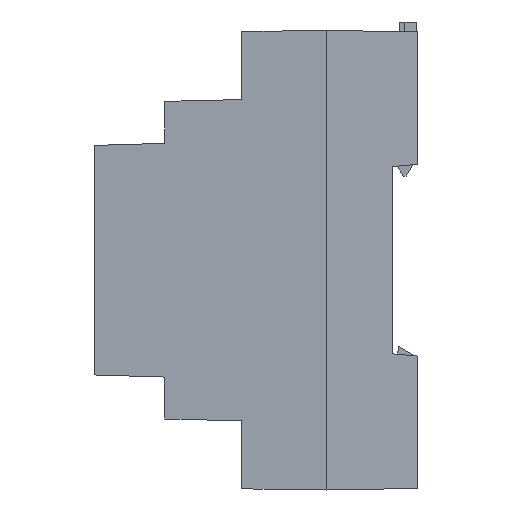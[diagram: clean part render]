
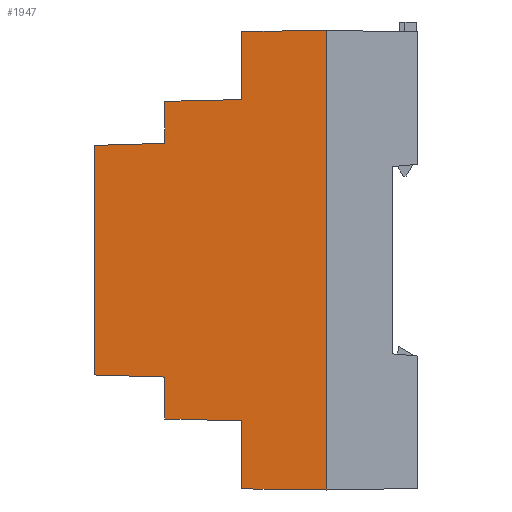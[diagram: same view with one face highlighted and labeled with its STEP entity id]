
A CAD part, left-side view. The second image highlights one B-rep face of the part: STEP entity #1947.
In plain terms, the highlighted free-form (B-spline) face has degree [1, 1] with [2, 2] control points.
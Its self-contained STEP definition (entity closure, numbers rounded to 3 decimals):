
#1947 = ADVANCED_FACE('',(#1948),#1962,.T.);
#1948 = FACE_BOUND('',#1949,.T.);
#1949 = EDGE_LOOP('',(#1950,#1972,#1987,#2002,#2017,#2032,#2047,#2062,
    #2077,#2092,#2107,#2122));
#1950 = ORIENTED_EDGE('',*,*,#1951,.T.);
#1951 = EDGE_CURVE('',#1952,#1954,#1956,.T.);
#1952 = VERTEX_POINT('',#1953);
#1953 = CARTESIAN_POINT('',(-16.892,16.4,-44.125));
#1954 = VERTEX_POINT('',#1955);
#1955 = CARTESIAN_POINT('',(-17.25,0.,-44.35));
#1956 = SURFACE_CURVE('',#1957,(#1961),.PCURVE_S1.);
#1957 = LINE('',#1958,#1959);
#1958 = CARTESIAN_POINT('',(-16.892,16.4,-44.125));
#1959 = VECTOR('',#1960,1.);
#1960 = DIRECTION('',(-0.022,-1.,
    -0.014));
#1961 = PCURVE('',#1962,#1967);
#1962 = B_SPLINE_SURFACE_WITH_KNOTS('',1,1,(
    (#1963,#1964)
    ,(#1965,#1966
    )),.UNSPECIFIED.,.F.,.F.,.F.,(2,2),(2,2),(0.,1.),(0.,1.),
  .PIECEWISE_BEZIER_KNOTS.);
#1963 = CARTESIAN_POINT('',(-16.272,44.8,-44.35));
#1964 = CARTESIAN_POINT('',(-16.272,44.8,44.35));
#1965 = CARTESIAN_POINT('',(-17.25,0.,-44.35));
#1966 = CARTESIAN_POINT('',(-17.25,0.,44.35));
#1967 = DEFINITIONAL_REPRESENTATION('',(#1968),#1971);
#1968 = B_SPLINE_CURVE_WITH_KNOTS('',1,(#1969,#1970),.UNSPECIFIED.,.F.,
  .F.,(2,2),(0.,16.405),.PIECEWISE_BEZIER_KNOTS.);
#1969 = CARTESIAN_POINT('',(0.634,0.003));
#1970 = CARTESIAN_POINT('',(1.,0.));
#1971 = ( GEOMETRIC_REPRESENTATION_CONTEXT(2) 
PARAMETRIC_REPRESENTATION_CONTEXT() REPRESENTATION_CONTEXT('2D SPACE',''
  ) );
#1972 = ORIENTED_EDGE('',*,*,#1973,.T.);
#1973 = EDGE_CURVE('',#1954,#1974,#1976,.T.);
#1974 = VERTEX_POINT('',#1975);
#1975 = CARTESIAN_POINT('',(-17.25,0.,44.35));
#1976 = SURFACE_CURVE('',#1977,(#1981),.PCURVE_S1.);
#1977 = LINE('',#1978,#1979);
#1978 = CARTESIAN_POINT('',(-17.25,0.,-44.35));
#1979 = VECTOR('',#1980,1.);
#1980 = DIRECTION('',(0.,0.,1.));
#1981 = PCURVE('',#1962,#1982);
#1982 = DEFINITIONAL_REPRESENTATION('',(#1983),#1986);
#1983 = B_SPLINE_CURVE_WITH_KNOTS('',1,(#1984,#1985),.UNSPECIFIED.,.F.,
  .F.,(2,2),(0.,88.7),.PIECEWISE_BEZIER_KNOTS.);
#1984 = CARTESIAN_POINT('',(1.,0.));
#1985 = CARTESIAN_POINT('',(1.,1.));
#1986 = ( GEOMETRIC_REPRESENTATION_CONTEXT(2) 
PARAMETRIC_REPRESENTATION_CONTEXT() REPRESENTATION_CONTEXT('2D SPACE',''
  ) );
#1987 = ORIENTED_EDGE('',*,*,#1988,.T.);
#1988 = EDGE_CURVE('',#1974,#1989,#1991,.T.);
#1989 = VERTEX_POINT('',#1990);
#1990 = CARTESIAN_POINT('',(-16.892,16.4,44.125));
#1991 = SURFACE_CURVE('',#1992,(#1996),.PCURVE_S1.);
#1992 = LINE('',#1993,#1994);
#1993 = CARTESIAN_POINT('',(-17.25,0.,44.35));
#1994 = VECTOR('',#1995,1.);
#1995 = DIRECTION('',(0.022,1.,
    -0.014));
#1996 = PCURVE('',#1962,#1997);
#1997 = DEFINITIONAL_REPRESENTATION('',(#1998),#2001);
#1998 = B_SPLINE_CURVE_WITH_KNOTS('',1,(#1999,#2000),.UNSPECIFIED.,.F.,
  .F.,(2,2),(0.,16.405),.PIECEWISE_BEZIER_KNOTS.);
#1999 = CARTESIAN_POINT('',(1.,1.));
#2000 = CARTESIAN_POINT('',(0.634,0.997));
#2001 = ( GEOMETRIC_REPRESENTATION_CONTEXT(2) 
PARAMETRIC_REPRESENTATION_CONTEXT() REPRESENTATION_CONTEXT('2D SPACE',''
  ) );
#2002 = ORIENTED_EDGE('',*,*,#2003,.T.);
#2003 = EDGE_CURVE('',#1989,#2004,#2006,.T.);
#2004 = VERTEX_POINT('',#2005);
#2005 = CARTESIAN_POINT('',(-16.892,16.4,31.));
#2006 = SURFACE_CURVE('',#2007,(#2011),.PCURVE_S1.);
#2007 = LINE('',#2008,#2009);
#2008 = CARTESIAN_POINT('',(-16.892,16.4,44.125));
#2009 = VECTOR('',#2010,1.);
#2010 = DIRECTION('',(0.,0.,-1.));
#2011 = PCURVE('',#1962,#2012);
#2012 = DEFINITIONAL_REPRESENTATION('',(#2013),#2016);
#2013 = B_SPLINE_CURVE_WITH_KNOTS('',1,(#2014,#2015),.UNSPECIFIED.,.F.,
  .F.,(2,2),(0.,13.125),.PIECEWISE_BEZIER_KNOTS.);
#2014 = CARTESIAN_POINT('',(0.634,0.997));
#2015 = CARTESIAN_POINT('',(0.634,0.849));
#2016 = ( GEOMETRIC_REPRESENTATION_CONTEXT(2) 
PARAMETRIC_REPRESENTATION_CONTEXT() REPRESENTATION_CONTEXT('2D SPACE',''
  ) );
#2017 = ORIENTED_EDGE('',*,*,#2018,.T.);
#2018 = EDGE_CURVE('',#2004,#2019,#2021,.T.);
#2019 = VERTEX_POINT('',#2020);
#2020 = CARTESIAN_POINT('',(-16.568,31.25,30.65));
#2021 = SURFACE_CURVE('',#2022,(#2026),.PCURVE_S1.);
#2022 = LINE('',#2023,#2024);
#2023 = CARTESIAN_POINT('',(-16.892,16.4,31.));
#2024 = VECTOR('',#2025,1.);
#2025 = DIRECTION('',(0.022,0.999,
    -0.024));
#2026 = PCURVE('',#1962,#2027);
#2027 = DEFINITIONAL_REPRESENTATION('',(#2028),#2031);
#2028 = B_SPLINE_CURVE_WITH_KNOTS('',1,(#2029,#2030),.UNSPECIFIED.,.F.,
  .F.,(2,2),(0.,14.858),.PIECEWISE_BEZIER_KNOTS.);
#2029 = CARTESIAN_POINT('',(0.634,0.849));
#2030 = CARTESIAN_POINT('',(0.302,0.846));
#2031 = ( GEOMETRIC_REPRESENTATION_CONTEXT(2) 
PARAMETRIC_REPRESENTATION_CONTEXT() REPRESENTATION_CONTEXT('2D SPACE',''
  ) );
#2032 = ORIENTED_EDGE('',*,*,#2033,.T.);
#2033 = EDGE_CURVE('',#2019,#2034,#2036,.T.);
#2034 = VERTEX_POINT('',#2035);
#2035 = CARTESIAN_POINT('',(-16.568,31.25,22.55));
#2036 = SURFACE_CURVE('',#2037,(#2041),.PCURVE_S1.);
#2037 = LINE('',#2038,#2039);
#2038 = CARTESIAN_POINT('',(-16.568,31.25,30.65));
#2039 = VECTOR('',#2040,1.);
#2040 = DIRECTION('',(0.,0.,-1.));
#2041 = PCURVE('',#1962,#2042);
#2042 = DEFINITIONAL_REPRESENTATION('',(#2043),#2046);
#2043 = B_SPLINE_CURVE_WITH_KNOTS('',1,(#2044,#2045),.UNSPECIFIED.,.F.,
  .F.,(2,2),(0.,8.1),.PIECEWISE_BEZIER_KNOTS.);
#2044 = CARTESIAN_POINT('',(0.302,0.846));
#2045 = CARTESIAN_POINT('',(0.302,0.754));
#2046 = ( GEOMETRIC_REPRESENTATION_CONTEXT(2) 
PARAMETRIC_REPRESENTATION_CONTEXT() REPRESENTATION_CONTEXT('2D SPACE',''
  ) );
#2047 = ORIENTED_EDGE('',*,*,#2048,.T.);
#2048 = EDGE_CURVE('',#2034,#2049,#2051,.T.);
#2049 = VERTEX_POINT('',#2050);
#2050 = CARTESIAN_POINT('',(-16.272,44.8,22.15));
#2051 = SURFACE_CURVE('',#2052,(#2056),.PCURVE_S1.);
#2052 = LINE('',#2053,#2054);
#2053 = CARTESIAN_POINT('',(-16.568,31.25,22.55));
#2054 = VECTOR('',#2055,1.);
#2055 = DIRECTION('',(0.022,0.999,
    -0.03));
#2056 = PCURVE('',#1962,#2057);
#2057 = DEFINITIONAL_REPRESENTATION('',(#2058),#2061);
#2058 = B_SPLINE_CURVE_WITH_KNOTS('',1,(#2059,#2060),.UNSPECIFIED.,.F.,
  .F.,(2,2),(0.,13.559),.PIECEWISE_BEZIER_KNOTS.);
#2059 = CARTESIAN_POINT('',(0.302,0.754));
#2060 = CARTESIAN_POINT('',(0.,0.75));
#2061 = ( GEOMETRIC_REPRESENTATION_CONTEXT(2) 
PARAMETRIC_REPRESENTATION_CONTEXT() REPRESENTATION_CONTEXT('2D SPACE',''
  ) );
#2062 = ORIENTED_EDGE('',*,*,#2063,.T.);
#2063 = EDGE_CURVE('',#2049,#2064,#2066,.T.);
#2064 = VERTEX_POINT('',#2065);
#2065 = CARTESIAN_POINT('',(-16.272,44.8,-22.15));
#2066 = SURFACE_CURVE('',#2067,(#2071),.PCURVE_S1.);
#2067 = LINE('',#2068,#2069);
#2068 = CARTESIAN_POINT('',(-16.272,44.8,22.15));
#2069 = VECTOR('',#2070,1.);
#2070 = DIRECTION('',(0.,0.,-1.));
#2071 = PCURVE('',#1962,#2072);
#2072 = DEFINITIONAL_REPRESENTATION('',(#2073),#2076);
#2073 = B_SPLINE_CURVE_WITH_KNOTS('',1,(#2074,#2075),.UNSPECIFIED.,.F.,
  .F.,(2,2),(0.,44.3),.PIECEWISE_BEZIER_KNOTS.);
#2074 = CARTESIAN_POINT('',(0.,0.75));
#2075 = CARTESIAN_POINT('',(0.,0.25));
#2076 = ( GEOMETRIC_REPRESENTATION_CONTEXT(2) 
PARAMETRIC_REPRESENTATION_CONTEXT() REPRESENTATION_CONTEXT('2D SPACE',''
  ) );
#2077 = ORIENTED_EDGE('',*,*,#2078,.T.);
#2078 = EDGE_CURVE('',#2064,#2079,#2081,.T.);
#2079 = VERTEX_POINT('',#2080);
#2080 = CARTESIAN_POINT('',(-16.568,31.25,-22.55));
#2081 = SURFACE_CURVE('',#2082,(#2086),.PCURVE_S1.);
#2082 = LINE('',#2083,#2084);
#2083 = CARTESIAN_POINT('',(-16.272,44.8,-22.15));
#2084 = VECTOR('',#2085,1.);
#2085 = DIRECTION('',(-0.022,-0.999,
    -0.03));
#2086 = PCURVE('',#1962,#2087);
#2087 = DEFINITIONAL_REPRESENTATION('',(#2088),#2091);
#2088 = B_SPLINE_CURVE_WITH_KNOTS('',1,(#2089,#2090),.UNSPECIFIED.,.F.,
  .F.,(2,2),(0.,13.559),.PIECEWISE_BEZIER_KNOTS.);
#2089 = CARTESIAN_POINT('',(0.,0.25));
#2090 = CARTESIAN_POINT('',(0.302,0.246));
#2091 = ( GEOMETRIC_REPRESENTATION_CONTEXT(2) 
PARAMETRIC_REPRESENTATION_CONTEXT() REPRESENTATION_CONTEXT('2D SPACE',''
  ) );
#2092 = ORIENTED_EDGE('',*,*,#2093,.T.);
#2093 = EDGE_CURVE('',#2079,#2094,#2096,.T.);
#2094 = VERTEX_POINT('',#2095);
#2095 = CARTESIAN_POINT('',(-16.568,31.25,-30.65));
#2096 = SURFACE_CURVE('',#2097,(#2101),.PCURVE_S1.);
#2097 = LINE('',#2098,#2099);
#2098 = CARTESIAN_POINT('',(-16.568,31.25,-22.55));
#2099 = VECTOR('',#2100,1.);
#2100 = DIRECTION('',(0.,0.,-1.));
#2101 = PCURVE('',#1962,#2102);
#2102 = DEFINITIONAL_REPRESENTATION('',(#2103),#2106);
#2103 = B_SPLINE_CURVE_WITH_KNOTS('',1,(#2104,#2105),.UNSPECIFIED.,.F.,
  .F.,(2,2),(0.,8.1),.PIECEWISE_BEZIER_KNOTS.);
#2104 = CARTESIAN_POINT('',(0.302,0.246));
#2105 = CARTESIAN_POINT('',(0.302,0.154));
#2106 = ( GEOMETRIC_REPRESENTATION_CONTEXT(2) 
PARAMETRIC_REPRESENTATION_CONTEXT() REPRESENTATION_CONTEXT('2D SPACE',''
  ) );
#2107 = ORIENTED_EDGE('',*,*,#2108,.T.);
#2108 = EDGE_CURVE('',#2094,#2109,#2111,.T.);
#2109 = VERTEX_POINT('',#2110);
#2110 = CARTESIAN_POINT('',(-16.892,16.4,-31.));
#2111 = SURFACE_CURVE('',#2112,(#2116),.PCURVE_S1.);
#2112 = LINE('',#2113,#2114);
#2113 = CARTESIAN_POINT('',(-16.568,31.25,-30.65));
#2114 = VECTOR('',#2115,1.);
#2115 = DIRECTION('',(-0.022,-0.999,
    -0.024));
#2116 = PCURVE('',#1962,#2117);
#2117 = DEFINITIONAL_REPRESENTATION('',(#2118),#2121);
#2118 = B_SPLINE_CURVE_WITH_KNOTS('',1,(#2119,#2120),.UNSPECIFIED.,.F.,
  .F.,(2,2),(0.,14.858),.PIECEWISE_BEZIER_KNOTS.);
#2119 = CARTESIAN_POINT('',(0.302,0.154));
#2120 = CARTESIAN_POINT('',(0.634,0.151));
#2121 = ( GEOMETRIC_REPRESENTATION_CONTEXT(2) 
PARAMETRIC_REPRESENTATION_CONTEXT() REPRESENTATION_CONTEXT('2D SPACE',''
  ) );
#2122 = ORIENTED_EDGE('',*,*,#2123,.T.);
#2123 = EDGE_CURVE('',#2109,#1952,#2124,.T.);
#2124 = SURFACE_CURVE('',#2125,(#2129),.PCURVE_S1.);
#2125 = LINE('',#2126,#2127);
#2126 = CARTESIAN_POINT('',(-16.892,16.4,-31.));
#2127 = VECTOR('',#2128,1.);
#2128 = DIRECTION('',(0.,0.,-1.));
#2129 = PCURVE('',#1962,#2130);
#2130 = DEFINITIONAL_REPRESENTATION('',(#2131),#2134);
#2131 = B_SPLINE_CURVE_WITH_KNOTS('',1,(#2132,#2133),.UNSPECIFIED.,.F.,
  .F.,(2,2),(0.,13.125),.PIECEWISE_BEZIER_KNOTS.);
#2132 = CARTESIAN_POINT('',(0.634,0.151));
#2133 = CARTESIAN_POINT('',(0.634,0.003));
#2134 = ( GEOMETRIC_REPRESENTATION_CONTEXT(2) 
PARAMETRIC_REPRESENTATION_CONTEXT() REPRESENTATION_CONTEXT('2D SPACE',''
  ) );
